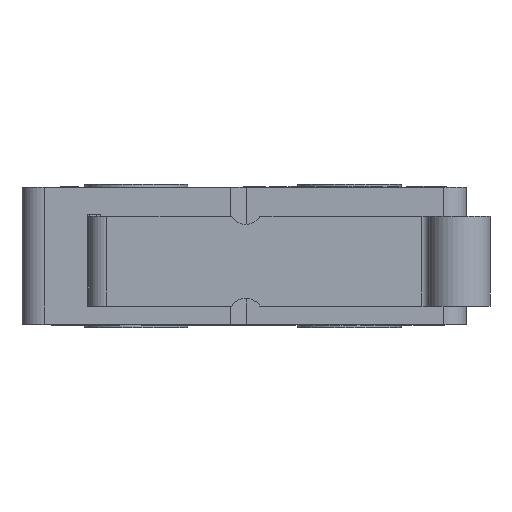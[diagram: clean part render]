
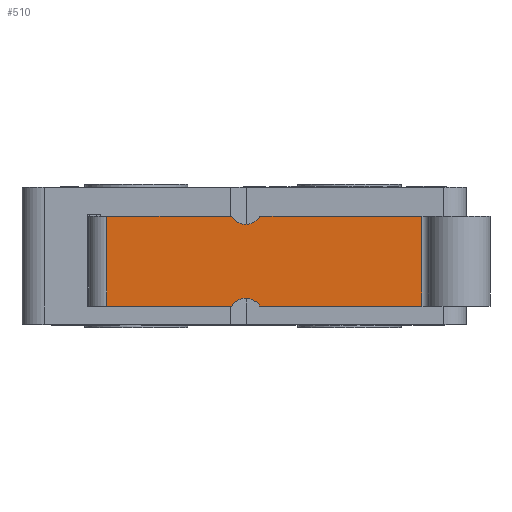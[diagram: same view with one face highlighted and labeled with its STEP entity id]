
A CAD part, top view. The second image highlights one B-rep face of the part: STEP entity #510.
In plain terms, the highlighted planar face has unit normal (-0.013, 0, 1).
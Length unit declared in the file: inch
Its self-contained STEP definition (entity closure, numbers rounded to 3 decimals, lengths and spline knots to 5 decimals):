
#203=CARTESIAN_POINT('',(0.16691,-0.20866,0.34763));
#204=VERTEX_POINT('',#203);
#211=CARTESIAN_POINT('',(-0.05219,-0.20866,0.34474));
#212=VERTEX_POINT('',#211);
#213=CARTESIAN_POINT('',(-0.05219,-0.20866,0.34474));
#214=DIRECTION('',(1.,0.,0.013));
#215=VECTOR('',#214,0.21912);
#216=LINE('',#213,#215);
#217=EDGE_CURVE('',#212,#204,#216,.T.);
#284=CARTESIAN_POINT('',(0.21686,-0.20866,0.34829));
#285=VERTEX_POINT('',#284);
#292=CARTESIAN_POINT('',(0.19189,-0.22441,0.34796));
#293=DIRECTION('',(0.013,0.0,-1.));
#294=DIRECTION('',(1.,0.,0.013));
#295=AXIS2_PLACEMENT_3D('',#292,#293,#294);
#296=CIRCLE('',#295,0.02953);
#297=EDGE_CURVE('',#204,#285,#296,.T.);
#307=CARTESIAN_POINT('',(0.16691,-0.05118,0.34763));
#308=VERTEX_POINT('',#307);
#317=CARTESIAN_POINT('',(0.21686,-0.05118,0.34829));
#318=VERTEX_POINT('',#317);
#319=CARTESIAN_POINT('',(0.19189,-0.03543,0.34796));
#320=DIRECTION('',(0.013,0.0,-1.));
#321=DIRECTION('',(1.,0.,0.013));
#322=AXIS2_PLACEMENT_3D('',#319,#320,#321);
#323=CIRCLE('',#322,0.02953);
#324=EDGE_CURVE('',#318,#308,#323,.T.);
#393=CARTESIAN_POINT('',(0.50118,-0.20866,0.35203));
#394=VERTEX_POINT('',#393);
#402=CARTESIAN_POINT('',(0.21686,-0.20866,0.34829));
#403=DIRECTION('',(1.,0.,0.013));
#404=VECTOR('',#403,0.28434);
#405=LINE('',#402,#404);
#406=EDGE_CURVE('',#285,#394,#405,.T.);
#417=CARTESIAN_POINT('',(0.50118,-0.05118,0.35203));
#418=VERTEX_POINT('',#417);
#419=CARTESIAN_POINT('',(0.50118,-0.05118,0.35203));
#420=DIRECTION('',(-1.,0.,-0.013));
#421=VECTOR('',#420,0.28434);
#422=LINE('',#419,#421);
#423=EDGE_CURVE('',#418,#318,#422,.T.);
#478=CARTESIAN_POINT('',(-0.07986,-0.21654,0.34438));
#479=DIRECTION('',(-0.013,0.0,1.));
#480=DIRECTION('',(1.,0.0,0.013));
#481=AXIS2_PLACEMENT_3D('',#478,#479,#480);
#482=PLANE('',#481);
#483=ORIENTED_EDGE('',*,*,#297,.T.);
#484=ORIENTED_EDGE('',*,*,#406,.T.);
#485=CARTESIAN_POINT('',(0.50118,-0.05118,0.35203));
#486=DIRECTION('',(0.0,-1.0,0.0));
#487=VECTOR('',#486,0.15748);
#488=LINE('',#485,#487);
#489=EDGE_CURVE('',#418,#394,#488,.T.);
#490=ORIENTED_EDGE('',*,*,#489,.F.);
#491=ORIENTED_EDGE('',*,*,#423,.T.);
#492=ORIENTED_EDGE('',*,*,#324,.T.);
#493=CARTESIAN_POINT('',(-0.05219,-0.05118,0.34474));
#494=VERTEX_POINT('',#493);
#495=CARTESIAN_POINT('',(0.16691,-0.05118,0.34763));
#496=DIRECTION('',(-1.,0.,-0.013));
#497=VECTOR('',#496,0.21912);
#498=LINE('',#495,#497);
#499=EDGE_CURVE('',#308,#494,#498,.T.);
#500=ORIENTED_EDGE('',*,*,#499,.T.);
#501=CARTESIAN_POINT('',(-0.05219,-0.05118,0.34474));
#502=DIRECTION('',(0.0,-1.0,0.0));
#503=VECTOR('',#502,0.15748);
#504=LINE('',#501,#503);
#505=EDGE_CURVE('',#494,#212,#504,.T.);
#506=ORIENTED_EDGE('',*,*,#505,.T.);
#507=ORIENTED_EDGE('',*,*,#217,.T.);
#508=EDGE_LOOP('',(#483,#484,#490,#491,#492,#500,#506,#507));
#509=FACE_OUTER_BOUND('',#508,.T.);
#510=ADVANCED_FACE('',(#509),#482,.T.);
